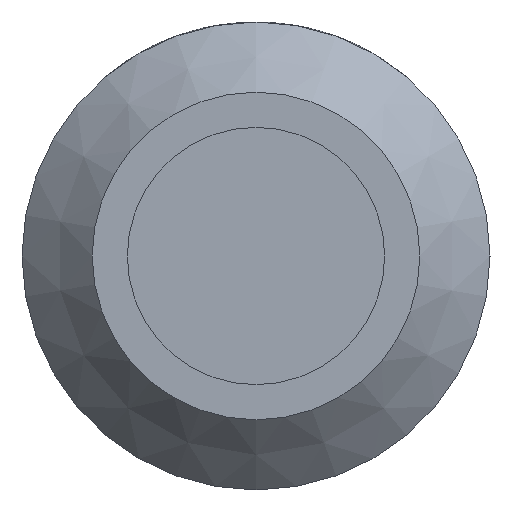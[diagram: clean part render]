
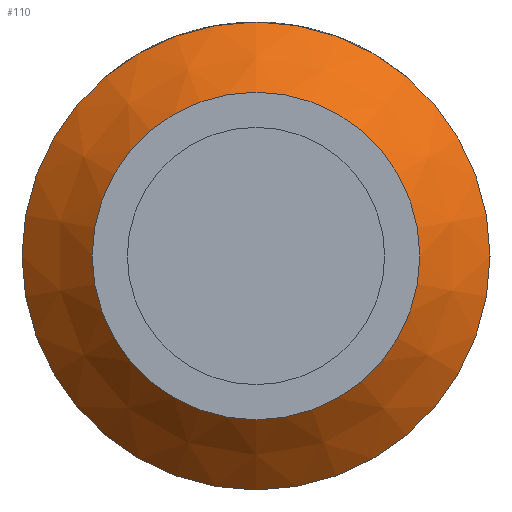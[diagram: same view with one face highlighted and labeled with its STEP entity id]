
A CAD part, left-side view. The second image highlights one B-rep face of the part: STEP entity #110.
In plain terms, the highlighted conical face has half-angle 45 degrees and reference radius 2 mm.
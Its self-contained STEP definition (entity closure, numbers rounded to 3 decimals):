
#13=CONICAL_SURFACE($,#127,2.,0.785);
#19=CIRCLE($,#128,1.4);
#20=CIRCLE($,#129,2.);
#28=FACE_BOUND($,#53,.T.);
#39=FACE_OUTER_BOUND($,#52,.T.);
#52=EDGE_LOOP($,(#90));
#53=EDGE_LOOP($,(#91));
#69=VERTEX_POINT($,#258);
#70=VERTEX_POINT($,#260);
#78=EDGE_CURVE($,#69,#69,#19,.T.);
#79=EDGE_CURVE($,#70,#70,#20,.T.);
#90=ORIENTED_EDGE($,*,*,#78,.F.);
#91=ORIENTED_EDGE($,*,*,#79,.T.);
#110=ADVANCED_FACE($,(#39,#28),#13,.T.);
#127=AXIS2_PLACEMENT_3D($,#257,#156,#157);
#128=AXIS2_PLACEMENT_3D($,#259,#158,#159);
#129=AXIS2_PLACEMENT_3D($,#261,#160,#161);
#156=DIRECTION('center_axis',(1.,0.,0.));
#157=DIRECTION('ref_axis',(0.,0.,-1.));
#158=DIRECTION('center_axis',(-1.,0.,0.));
#159=DIRECTION('ref_axis',(0.,0.,1.));
#160=DIRECTION('center_axis',(-1.,0.,0.));
#161=DIRECTION('ref_axis',(0.,0.,1.));
#257=CARTESIAN_POINT('Origin',(-19.4,0.,0.));
#258=CARTESIAN_POINT('',(-20.,0.,1.4));
#259=CARTESIAN_POINT('Origin',(-20.,0.,0.));
#260=CARTESIAN_POINT('',(-19.4,0.,2.));
#261=CARTESIAN_POINT('Origin',(-19.4,0.,0.));
